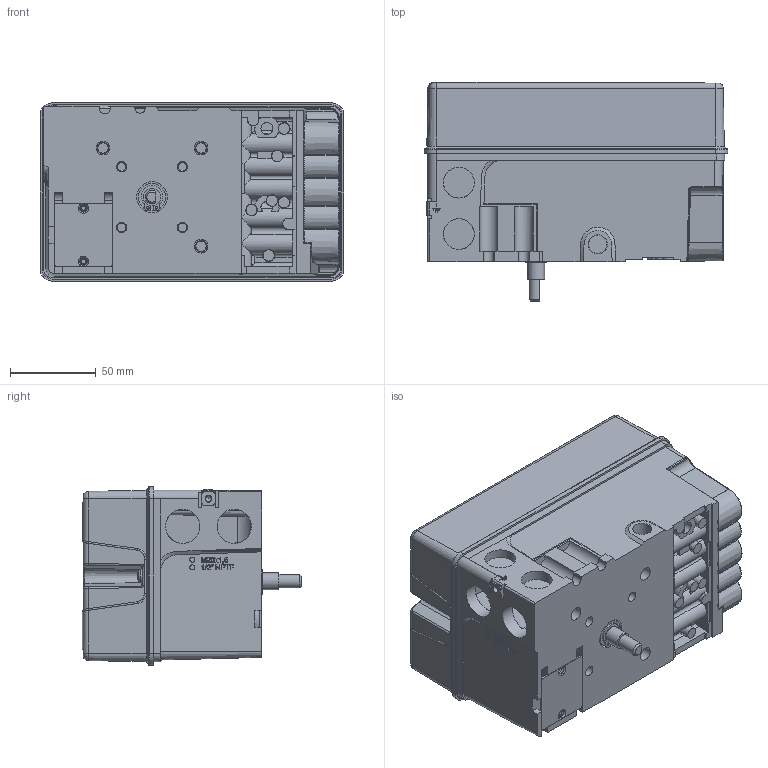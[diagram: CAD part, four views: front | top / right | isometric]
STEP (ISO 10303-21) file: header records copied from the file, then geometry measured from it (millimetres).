
FILE_DESCRIPTION (( 'STEP AP214' ), '1' );
FILE_NAME ('D20 39 .STEP', '2022-12-13T15:33:37', ( '' ), ( '' ), 'SwSTEP 2.0', 'SolidWorks 2021', '' );
FILE_SCHEMA (( 'AUTOMOTIVE_DESIGN' ));
Length unit declared in the file: millimetre
Products named in the file (19): D20-23_rev0.STEP; D4-As005m3-Solider_39.STEP; Lockdekal.STEP; D4-005_39.STEP; D20-38(x)_2022_Black.STEP; D20-37_150901_MRN_Black.STEP; Lockskruv D30_MRX 4x44_Without Cover.STEP; MRX 4x12 Captured_Without Cover.STEP; D20 39  ; D20-46_rev3_171016_MRN.STEP; D20-As37_2022_Black no indicator.STEP; D4-015.STEP; D4-001 r13_D20 Variant.STEP; O-ring WSWM_140130_45.84x1.78.STEP; D20 with Flowtop kit  .STEP; 29363.STEP; Spindle bearing 10x14x10.STEP; ECO FIX-H M4x6.STEP; Oring_Displayf_nster.STEP
Assembly tree (25 placements, depth 4):
  D20 39  
    D20 with Flowtop kit  .STEP
      D4-As005m3-Solider_39.STEP
        D4-005_39.STEP
        29363.STEP
        D20-23_rev0.STEP
      D20-As37_2022_Black no indicator.STEP
        D20-37_150901_MRN_Black.STEP
        D20-38(x)_2022_Black.STEP
        D20-46_rev3_171016_MRN.STEP
        O-ring WSWM_140130_45.84x1.78.STEP
        Lockskruv D30_MRX 4x44_Without Cover.STEP  x2
        MRX 4x12 Captured_Without Cover.STEP
        ECO FIX-H M4x6.STEP  x7
        Oring_Displayf_nster.STEP
        Lockdekal.STEP
      D4-001 r13_D20 Variant.STEP
      Spindle bearing 10x14x10.STEP
      D4-015.STEP
Bounding box: 176.93 x 127.8 x 103.93 mm (x, y, z)
Volume: 441933.3 mm3; surface area: 238983 mm2
Topology: 22 solids, 22 shells, 3117 faces, 7871 edges, 5114 vertices
Faces by surface type: plane 1887, bspline 519, cone 357, cylinder 301, torus 42, sphere 11
Full cylindrical faces by diameter (mm): 1.5 x2, 1.78 x7, 2.5 x26, 3 x17, 3.3 x12, 3.5 x4, 3.621 x8, 4 x17, 4.2 x5, 4.4 x2, 5 x12, 6 x6, 6.5 x2, 6.8 x5, 7 x1, 7.2 x1, 8 x11, 9 x2, 9.3 x1, 10 x12, 11.8 x2, 13.157 x2, 14 x2, 16 x1, 18 x3, 19.7 x1, 20 x2, 47.7 x1
Entity records: 114717 total; most frequent: CARTESIAN_POINT 49156, ORIENTED_EDGE 14068, DIRECTION 11465, EDGE_CURVE 7034, VERTEX_POINT 4746, VECTOR 4463, LINE 4463, AXIS2_PLACEMENT_3D 3501
